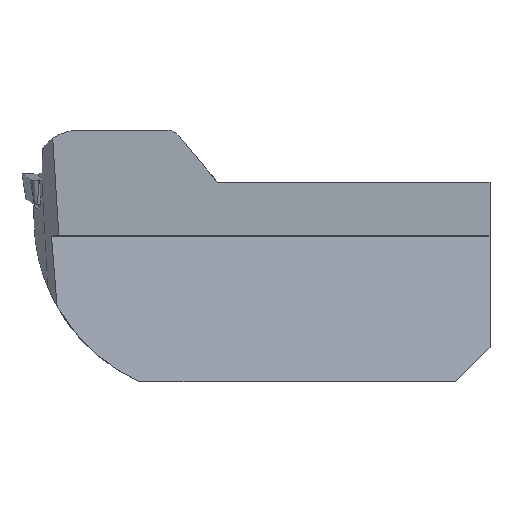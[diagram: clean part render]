
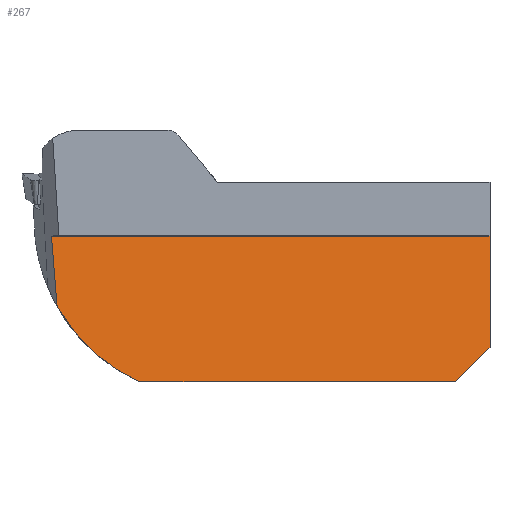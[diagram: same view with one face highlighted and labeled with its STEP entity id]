
A CAD part, top view. The second image highlights one B-rep face of the part: STEP entity #267.
In plain terms, the highlighted planar face has unit normal (0, 0.139, 0.99).
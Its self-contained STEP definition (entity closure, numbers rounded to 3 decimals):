
#267=ADVANCED_FACE('',(#423),#352,.T.);
#352=PLANE('',#1956);
#423=FACE_OUTER_BOUND('',#495,.T.);
#495=EDGE_LOOP('',(#859,#860,#861,#862,#863,#864));
#571=B_SPLINE_CURVE_WITH_KNOTS('',3,(#2639,#2640,#2641,#2642),
 .UNSPECIFIED.,.F.,.F.,(4,4),(0.,1.),.UNSPECIFIED.);
#859=ORIENTED_EDGE('',*,*,#1332,.F.);
#860=ORIENTED_EDGE('',*,*,#1328,.T.);
#861=ORIENTED_EDGE('',*,*,#1412,.T.);
#862=ORIENTED_EDGE('',*,*,#1413,.F.);
#863=ORIENTED_EDGE('',*,*,#1414,.F.);
#864=ORIENTED_EDGE('',*,*,#1297,.T.);
#1116=VERTEX_POINT('',#2562);
#1118=VERTEX_POINT('',#2565);
#1143=VERTEX_POINT('',#2638);
#1144=VERTEX_POINT('',#2643);
#1191=VERTEX_POINT('',#2897);
#1192=VERTEX_POINT('',#2901);
#1297=EDGE_CURVE('',#1118,#1116,#1539,.T.);
#1328=EDGE_CURVE('',#1144,#1143,#571,.T.);
#1332=EDGE_CURVE('',#1144,#1116,#1562,.T.);
#1412=EDGE_CURVE('',#1143,#1191,#1610,.T.);
#1413=EDGE_CURVE('',#1192,#1191,#1611,.T.);
#1414=EDGE_CURVE('',#1118,#1192,#1612,.T.);
#1539=LINE('',#2564,#1697);
#1562=LINE('',#2655,#1721);
#1610=LINE('',#2898,#1771);
#1611=LINE('',#2900,#1772);
#1612=LINE('',#2902,#1773);
#1697=VECTOR('',#2077,1.);
#1721=VECTOR('',#2131,1.);
#1771=VECTOR('',#2257,1.);
#1772=VECTOR('',#2260,1.);
#1773=VECTOR('',#2261,1.);
#1956=AXIS2_PLACEMENT_3D('',#2903,#2262,#2263);
#2077=DIRECTION('',(-1.,0.,0.));
#2131=DIRECTION('',(-0.078,0.987,-0.139));
#2257=DIRECTION('',(1.,0.,0.));
#2260=DIRECTION('',(-0.704,-0.704,0.099));
#2261=DIRECTION('',(0.,-0.99,0.139));
#2262=DIRECTION('',(0.,0.139,0.99));
#2263=DIRECTION('',(0.,-0.99,0.139));
#2562=CARTESIAN_POINT('',(-40.63,-7.,0.));
#2564=CARTESIAN_POINT('',(-51.15,-7.,0.));
#2565=CARTESIAN_POINT('',(16.5,-7.,0.));
#2638=CARTESIAN_POINT('',(-29.112,-26.,2.67));
#2639=CARTESIAN_POINT('',(-39.905,-16.173,1.289));
#2640=CARTESIAN_POINT('',(-37.466,-20.512,1.899));
#2641=CARTESIAN_POINT('',(-33.688,-23.967,2.385));
#2642=CARTESIAN_POINT('',(-29.112,-26.,2.67));
#2643=CARTESIAN_POINT('',(-39.905,-16.173,1.289));
#2655=CARTESIAN_POINT('',(-40.695,-6.189,-0.114));
#2897=CARTESIAN_POINT('',(12.,-26.,2.67));
#2898=CARTESIAN_POINT('',(-51.15,-26.,2.67));
#2900=CARTESIAN_POINT('',(-9.673,-47.673,5.716));
#2901=CARTESIAN_POINT('',(16.5,-21.5,2.038));
#2902=CARTESIAN_POINT('',(16.5,-7.,0.));
#2903=CARTESIAN_POINT('',(-51.15,-7.,0.));
